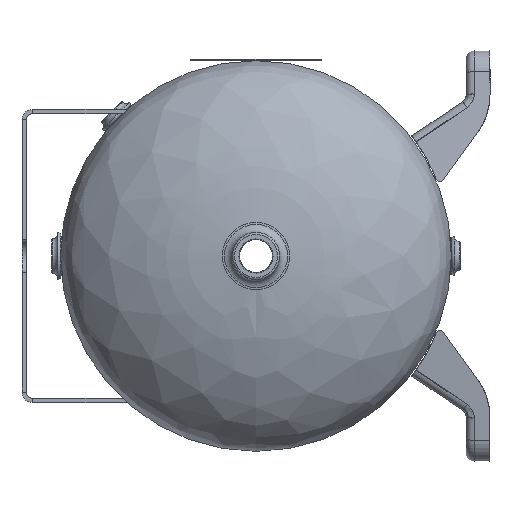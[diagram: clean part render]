
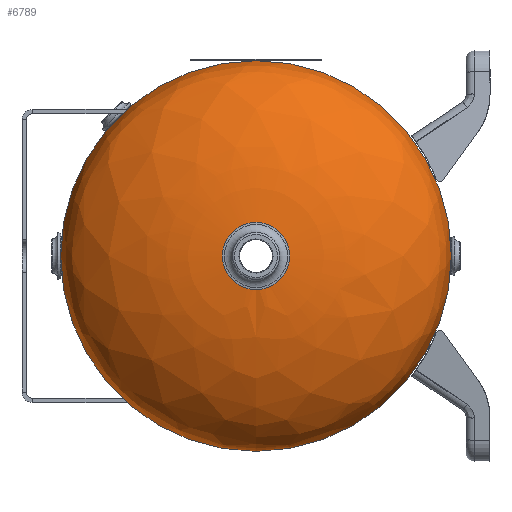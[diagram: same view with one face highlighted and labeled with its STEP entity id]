
A CAD part, left-side view. The second image highlights one B-rep face of the part: STEP entity #6789.
In plain terms, the highlighted free-form (B-spline) face has degree [2, 2] with [3, 9] control points.
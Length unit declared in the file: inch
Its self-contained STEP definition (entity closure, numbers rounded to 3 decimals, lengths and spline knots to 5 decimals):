
#137=ELLIPSE('',#7427,6.,3.05);
#161=(
BOUNDED_SURFACE()
B_SPLINE_SURFACE(2,2,((#10773,#10774,#10775,#10776,#10777,#10778,#10779,
#10780,#10781),(#10782,#10783,#10784,#10785,#10786,#10787,#10788,#10789,
#10790),(#10791,#10792,#10793,#10794,#10795,#10796,#10797,#10798,#10799)),
 .UNSPECIFIED.,.F.,.T.,.F.)
B_SPLINE_SURFACE_WITH_KNOTS((3,3),(3,2,2,2,3),(0.,1.5708),
(0.,1.5708,3.14159,4.71239,6.28319),
 .UNSPECIFIED.)
GEOMETRIC_REPRESENTATION_ITEM()
RATIONAL_B_SPLINE_SURFACE(((1.,0.707,1.,0.707,1.,
0.707,1.,0.707,1.),(0.707,0.5,0.707,
0.5,0.707,0.5,0.707,0.5,0.707),(1.,
0.707,1.,0.707,1.,0.707,1.,0.707,
1.)))
REPRESENTATION_ITEM('')
SURFACE()
);
#369=CIRCLE('',#7417,6.);
#370=CIRCLE('',#7418,6.);
#784=FACE_OUTER_BOUND('',#1163,.T.);
#1163=EDGE_LOOP('',(#4920,#4921,#4922,#4923,#4924));
#2910=B_SPLINE_CURVE_WITH_KNOTS('',3,(#10653,#10654,#10655,#10656,#10657,
#10658,#10659,#10660,#10661,#10662,#10663,#10664,#10665,#10666,#10667,#10668,
#10669,#10670,#10671,#10672,#10673,#10674,#10675,#10676,#10677,#10678,#10679,
#10680,#10681,#10682,#10683,#10684,#10685,#10686,#10687,#10688),
 .UNSPECIFIED.,.T.,.F.,(4,2,2,2,2,2,2,2,2,2,2,2,2,2,2,2,2,4),(-11.50514,
-11.10135,-10.69755,-9.98438,-9.27121,
-8.55804,-7.84487,-7.1317,-6.41853,
-5.70536,-4.99219,-4.27902,-3.56585,
-2.85268,-2.13951,-1.42634,-0.71317,
0.),.UNSPECIFIED.);
#3048=VERTEX_POINT('',#10651);
#3074=VERTEX_POINT('',#10754);
#3075=VERTEX_POINT('',#10756);
#3749=EDGE_CURVE('',#3048,#3048,#2910,.T.);
#3783=EDGE_CURVE('',#3074,#3075,#369,.T.);
#3784=EDGE_CURVE('',#3075,#3074,#370,.T.);
#3792=EDGE_CURVE('',#3048,#3075,#137,.T.);
#4920=ORIENTED_EDGE('',*,*,#3749,.T.);
#4921=ORIENTED_EDGE('',*,*,#3792,.T.);
#4922=ORIENTED_EDGE('',*,*,#3783,.F.);
#4923=ORIENTED_EDGE('',*,*,#3784,.F.);
#4924=ORIENTED_EDGE('',*,*,#3792,.F.);
#6789=ADVANCED_FACE('',(#784),#161,.T.);
#7417=AXIS2_PLACEMENT_3D('',#10757,#8149,#8150);
#7418=AXIS2_PLACEMENT_3D('',#10758,#8151,#8152);
#7427=AXIS2_PLACEMENT_3D('',#10800,#8170,#8171);
#8149=DIRECTION('center_axis',(0.,-1.,0.));
#8150=DIRECTION('ref_axis',(1.,0.,0.));
#8151=DIRECTION('center_axis',(0.,-1.,0.));
#8152=DIRECTION('ref_axis',(1.,0.,0.));
#8170=DIRECTION('center_axis',(0.,0.,-1.));
#8171=DIRECTION('ref_axis',(1.,0.,0.));
#10651=CARTESIAN_POINT('',(0.71875,3.02804,0.));
#10653=CARTESIAN_POINT('Ctrl Pts',(0.71875,3.02804,0.));
#10654=CARTESIAN_POINT('Ctrl Pts',(0.71875,3.02804,0.05299));
#10655=CARTESIAN_POINT('Ctrl Pts',(0.71289,3.02804,0.10582));
#10656=CARTESIAN_POINT('Ctrl Pts',(0.68966,3.02804,0.20923));
#10657=CARTESIAN_POINT('Ctrl Pts',(0.67237,3.02804,0.25949));
#10658=CARTESIAN_POINT('Ctrl Pts',(0.60968,3.02804,0.39199));
#10659=CARTESIAN_POINT('Ctrl Pts',(0.55351,3.02804,0.46796));
#10660=CARTESIAN_POINT('Ctrl Pts',(0.41521,3.02804,0.5941));
#10661=CARTESIAN_POINT('Ctrl Pts',(0.33441,3.02804,0.64307));
#10662=CARTESIAN_POINT('Ctrl Pts',(0.15858,3.02804,0.70726));
#10663=CARTESIAN_POINT('Ctrl Pts',(0.06523,3.02804,
0.72188));
#10664=CARTESIAN_POINT('Ctrl Pts',(-0.12181,3.02804,
0.71451));
#10665=CARTESIAN_POINT('Ctrl Pts',(-0.21371,3.02804,0.69259));
#10666=CARTESIAN_POINT('Ctrl Pts',(-0.38395,3.02804,
0.61477));
#10667=CARTESIAN_POINT('Ctrl Pts',(-0.46066,3.02804,
0.5596));
#10668=CARTESIAN_POINT('Ctrl Pts',(-0.5886,3.02804,
0.42297));
#10669=CARTESIAN_POINT('Ctrl Pts',(-0.63862,3.02804,
0.34282));
#10670=CARTESIAN_POINT('Ctrl Pts',(-0.70512,3.02804,
0.16784));
#10671=CARTESIAN_POINT('Ctrl Pts',(-0.72096,3.02804,
0.0747));
#10672=CARTESIAN_POINT('Ctrl Pts',(-0.71605,3.02804,
-0.11242));
#10673=CARTESIAN_POINT('Ctrl Pts',(-0.69534,3.02804,
-0.20461));
#10674=CARTESIAN_POINT('Ctrl Pts',(-0.61976,3.02804,
-0.37585));
#10675=CARTESIAN_POINT('Ctrl Pts',(-0.5656,3.02804,
-0.45327));
#10676=CARTESIAN_POINT('Ctrl Pts',(-0.43066,3.02804,
-0.583));
#10677=CARTESIAN_POINT('Ctrl Pts',(-0.35117,3.02804,
-0.63407));
#10678=CARTESIAN_POINT('Ctrl Pts',(-0.17708,3.02804,
-0.70285));
#10679=CARTESIAN_POINT('Ctrl Pts',(-0.08415,3.02804,
-0.71992));
#10680=CARTESIAN_POINT('Ctrl Pts',(0.10302,3.02804,-0.71746));
#10681=CARTESIAN_POINT('Ctrl Pts',(0.19546,3.02804,-0.69796));
#10682=CARTESIAN_POINT('Ctrl Pts',(0.36769,3.02804,-0.62463));
#10683=CARTESIAN_POINT('Ctrl Pts',(0.44581,3.02804,-0.5715));
#10684=CARTESIAN_POINT('Ctrl Pts',(0.5773,3.02804,-0.43828));
#10685=CARTESIAN_POINT('Ctrl Pts',(0.62941,3.02804,-0.35946));
#10686=CARTESIAN_POINT('Ctrl Pts',(0.70047,3.02804,-0.18629));
#10687=CARTESIAN_POINT('Ctrl Pts',(0.71875,3.02804,-0.09359));
#10688=CARTESIAN_POINT('Ctrl Pts',(0.71875,3.02804,0.));
#10754=CARTESIAN_POINT('',(-6.,0.,0.));
#10756=CARTESIAN_POINT('',(6.,0.,0.));
#10757=CARTESIAN_POINT('Origin',(0.,0.,0.));
#10758=CARTESIAN_POINT('Origin',(0.,0.,0.));
#10773=CARTESIAN_POINT('Ctrl Pts',(6.,0.,0.));
#10774=CARTESIAN_POINT('Ctrl Pts',(6.,0.,6.));
#10775=CARTESIAN_POINT('Ctrl Pts',(0.,0.,6.));
#10776=CARTESIAN_POINT('Ctrl Pts',(-6.,0.,6.));
#10777=CARTESIAN_POINT('Ctrl Pts',(-6.,0.,0.));
#10778=CARTESIAN_POINT('Ctrl Pts',(-6.,0.,-6.));
#10779=CARTESIAN_POINT('Ctrl Pts',(0.,0.,-6.));
#10780=CARTESIAN_POINT('Ctrl Pts',(6.,0.,-6.));
#10781=CARTESIAN_POINT('Ctrl Pts',(6.,0.,0.));
#10782=CARTESIAN_POINT('Ctrl Pts',(6.,3.05,0.));
#10783=CARTESIAN_POINT('Ctrl Pts',(6.,3.05,6.));
#10784=CARTESIAN_POINT('Ctrl Pts',(0.,3.05,6.));
#10785=CARTESIAN_POINT('Ctrl Pts',(-6.,3.05,6.));
#10786=CARTESIAN_POINT('Ctrl Pts',(-6.,3.05,0.));
#10787=CARTESIAN_POINT('Ctrl Pts',(-6.,3.05,-6.));
#10788=CARTESIAN_POINT('Ctrl Pts',(0.,3.05,-6.));
#10789=CARTESIAN_POINT('Ctrl Pts',(6.,3.05,-6.));
#10790=CARTESIAN_POINT('Ctrl Pts',(6.,3.05,0.));
#10791=CARTESIAN_POINT('Ctrl Pts',(0.,3.05,0.));
#10792=CARTESIAN_POINT('Ctrl Pts',(0.,3.05,0.));
#10793=CARTESIAN_POINT('Ctrl Pts',(0.,3.05,0.));
#10794=CARTESIAN_POINT('Ctrl Pts',(0.,3.05,0.));
#10795=CARTESIAN_POINT('Ctrl Pts',(0.,3.05,0.));
#10796=CARTESIAN_POINT('Ctrl Pts',(0.,3.05,0.));
#10797=CARTESIAN_POINT('Ctrl Pts',(0.,3.05,0.));
#10798=CARTESIAN_POINT('Ctrl Pts',(0.,3.05,0.));
#10799=CARTESIAN_POINT('Ctrl Pts',(0.,3.05,0.));
#10800=CARTESIAN_POINT('Origin',(0.,0.,0.));
